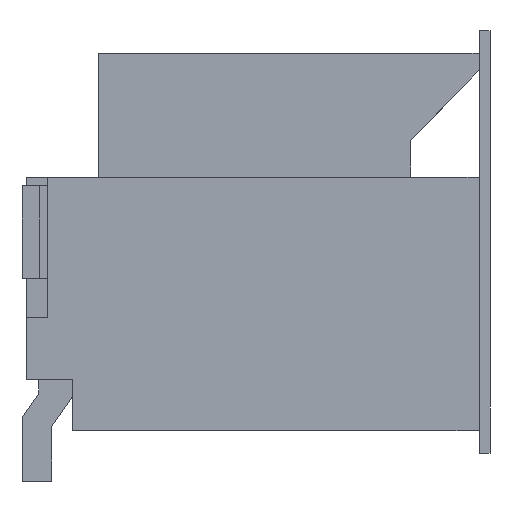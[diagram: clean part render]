
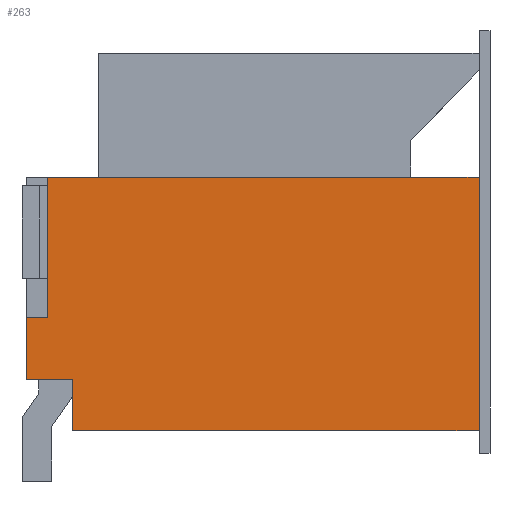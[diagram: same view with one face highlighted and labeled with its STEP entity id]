
A CAD part, left-side view. The second image highlights one B-rep face of the part: STEP entity #263.
In plain terms, the highlighted planar face has unit normal (-1, 0, 0).
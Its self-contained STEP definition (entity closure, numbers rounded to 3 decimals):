
#60=FACE_OUTER_BOUND('',#701,.T.);
#263=ADVANCED_FACE('',(#60),#468,.T.);
#468=PLANE('',#4110);
#701=EDGE_LOOP('',(#1040,#1041,#1042,#1043,#1044,#1045,#1046,#1047));
#1040=ORIENTED_EDGE('',*,*,#2537,.F.);
#1041=ORIENTED_EDGE('',*,*,#2533,.T.);
#1042=ORIENTED_EDGE('',*,*,#2538,.T.);
#1043=ORIENTED_EDGE('',*,*,#2539,.T.);
#1044=ORIENTED_EDGE('',*,*,#2540,.T.);
#1045=ORIENTED_EDGE('',*,*,#2506,.F.);
#1046=ORIENTED_EDGE('',*,*,#2520,.F.);
#1047=ORIENTED_EDGE('',*,*,#2413,.F.);
#2032=VERTEX_POINT('',#5298);
#2035=VERTEX_POINT('',#5303);
#2124=VERTEX_POINT('',#5490);
#2125=VERTEX_POINT('',#5492);
#2143=VERTEX_POINT('',#5540);
#2144=VERTEX_POINT('',#5542);
#2146=VERTEX_POINT('',#5550);
#2147=VERTEX_POINT('',#5552);
#2413=EDGE_CURVE('',#2035,#2032,#2980,.T.);
#2506=EDGE_CURVE('',#2124,#2125,#3073,.T.);
#2520=EDGE_CURVE('',#2032,#2124,#3087,.T.);
#2533=EDGE_CURVE('',#2144,#2143,#3100,.T.);
#2537=EDGE_CURVE('',#2144,#2035,#3104,.T.);
#2538=EDGE_CURVE('',#2143,#2146,#3105,.T.);
#2539=EDGE_CURVE('',#2146,#2147,#3106,.T.);
#2540=EDGE_CURVE('',#2147,#2125,#3107,.T.);
#2980=LINE('',#5304,#3541);
#3073=LINE('',#5491,#3634);
#3087=LINE('',#5517,#3648);
#3100=LINE('',#5541,#3661);
#3104=LINE('',#5548,#3665);
#3105=LINE('',#5549,#3666);
#3106=LINE('',#5551,#3667);
#3107=LINE('',#5553,#3668);
#3541=VECTOR('',#4316,1.);
#3634=VECTOR('',#4419,1.);
#3648=VECTOR('',#4437,1.);
#3661=VECTOR('',#4454,1.);
#3665=VECTOR('',#4460,1.);
#3666=VECTOR('',#4461,1.);
#3667=VECTOR('',#4462,1.);
#3668=VECTOR('',#4463,1.);
#4110=AXIS2_PLACEMENT_3D('',#5554,#4464,#4465);
#4316=DIRECTION('',(0.,0.,1.));
#4419=DIRECTION('',(0.,0.,-1.));
#4437=DIRECTION('',(0.,-1.,0.));
#4454=DIRECTION('',(0.,0.,-1.));
#4460=DIRECTION('',(0.,-1.,0.));
#4461=DIRECTION('',(0.,-1.,0.));
#4462=DIRECTION('',(0.,0.,-1.));
#4463=DIRECTION('',(0.,-1.,0.));
#4464=DIRECTION('',(-1.,0.,0.));
#4465=DIRECTION('',(0.,0.,1.));
#5298=CARTESIAN_POINT('',(-6.,6.,2.945));
#5303=CARTESIAN_POINT('',(-6.,6.,1.285));
#5304=CARTESIAN_POINT('',(-6.,6.,1.285));
#5490=CARTESIAN_POINT('',(-6.,0.89,2.945));
#5491=CARTESIAN_POINT('',(-6.,0.89,2.945));
#5492=CARTESIAN_POINT('',(-6.,0.89,-0.055));
#5517=CARTESIAN_POINT('',(-6.,6.25,2.945));
#5540=CARTESIAN_POINT('',(-6.,6.25,0.545));
#5541=CARTESIAN_POINT('',(-6.,6.25,2.945));
#5542=CARTESIAN_POINT('',(-6.,6.25,1.285));
#5548=CARTESIAN_POINT('',(-6.,6.25,1.285));
#5549=CARTESIAN_POINT('',(-6.,6.25,0.545));
#5550=CARTESIAN_POINT('',(-6.,5.7,0.545));
#5551=CARTESIAN_POINT('',(-6.,5.7,0.545));
#5552=CARTESIAN_POINT('',(-6.,5.7,-0.055));
#5553=CARTESIAN_POINT('',(-6.,6.25,-0.055));
#5554=CARTESIAN_POINT('',(-6.,6.25,2.945));
